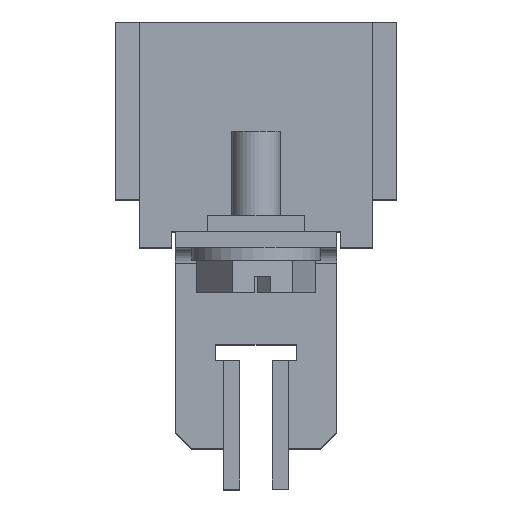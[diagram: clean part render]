
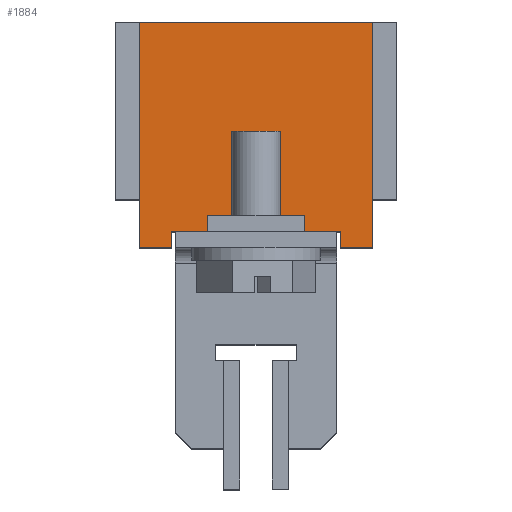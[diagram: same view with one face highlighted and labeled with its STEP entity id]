
A CAD part, top view. The second image highlights one B-rep face of the part: STEP entity #1884.
In plain terms, the highlighted face is planar.
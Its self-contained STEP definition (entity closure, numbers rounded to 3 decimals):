
#948=CARTESIAN_POINT('',(30.,0.,-28.));
#949=VERTEX_POINT('',#948);
#956=CARTESIAN_POINT('',(1.,0.,-28.));
#957=VERTEX_POINT('',#956);
#958=CARTESIAN_POINT('',(1.,0.,-28.));
#959=DIRECTION('',(1.0,0.0,0.0));
#960=VECTOR('',#959,29.);
#961=LINE('',#958,#960);
#962=EDGE_CURVE('',#957,#949,#961,.T.);
#1288=CARTESIAN_POINT('',(1.,0.,0.0));
#1289=VERTEX_POINT('',#1288);
#1290=CARTESIAN_POINT('',(1.,0.,0.0));
#1291=DIRECTION('',(0.0,0.0,-1.0));
#1292=VECTOR('',#1291,28.);
#1293=LINE('',#1290,#1292);
#1294=EDGE_CURVE('',#1289,#957,#1293,.T.);
#1504=CARTESIAN_POINT('',(30.,0.0,0.0));
#1505=VERTEX_POINT('',#1504);
#1512=CARTESIAN_POINT('',(30.,0.,-28.));
#1513=DIRECTION('',(0.0,0.0,1.0));
#1514=VECTOR('',#1513,28.);
#1515=LINE('',#1512,#1514);
#1516=EDGE_CURVE('',#949,#1505,#1515,.T.);
#1531=CARTESIAN_POINT('',(26.0,0.,0.0));
#1532=VERTEX_POINT('',#1531);
#1539=CARTESIAN_POINT('',(26.0,0.,0.0));
#1540=DIRECTION('',(1.0,0.0,0.0));
#1541=VECTOR('',#1540,4.);
#1542=LINE('',#1539,#1541);
#1543=EDGE_CURVE('',#1532,#1505,#1542,.T.);
#1626=CARTESIAN_POINT('',(26.0,0.,-2.0));
#1627=VERTEX_POINT('',#1626);
#1634=CARTESIAN_POINT('',(26.0,0.,0.0));
#1635=DIRECTION('',(0.0,0.0,-1.0));
#1636=VECTOR('',#1635,2.0);
#1637=LINE('',#1634,#1636);
#1638=EDGE_CURVE('',#1532,#1627,#1637,.T.);
#1718=CARTESIAN_POINT('',(5.,0.0,-2.0));
#1719=VERTEX_POINT('',#1718);
#1726=CARTESIAN_POINT('',(26.0,0.0,-2.0));
#1727=DIRECTION('',(-1.0,0.0,0.0));
#1728=VECTOR('',#1727,21.);
#1729=LINE('',#1726,#1728);
#1730=EDGE_CURVE('',#1627,#1719,#1729,.T.);
#1766=CARTESIAN_POINT('',(5.,0.0,0.0));
#1767=VERTEX_POINT('',#1766);
#1774=CARTESIAN_POINT('',(5.,0.0,-2.0));
#1775=DIRECTION('',(0.0,0.0,1.0));
#1776=VECTOR('',#1775,2.0);
#1777=LINE('',#1774,#1776);
#1778=EDGE_CURVE('',#1719,#1767,#1777,.T.);
#1858=CARTESIAN_POINT('',(1.,0.,0.0));
#1859=DIRECTION('',(1.0,0.0,0.0));
#1860=VECTOR('',#1859,4.);
#1861=LINE('',#1858,#1860);
#1862=EDGE_CURVE('',#1289,#1767,#1861,.T.);
#1869=CARTESIAN_POINT('',(-2.,0.,0.0));
#1870=DIRECTION('',(0.0,-1.0,0.0));
#1871=DIRECTION('',(0.0,0.0,-1.0));
#1872=AXIS2_PLACEMENT_3D('',#1869,#1870,#1871);
#1873=PLANE('',#1872);
#1874=ORIENTED_EDGE('',*,*,#1638,.T.);
#1875=ORIENTED_EDGE('',*,*,#1730,.T.);
#1876=ORIENTED_EDGE('',*,*,#1778,.T.);
#1877=ORIENTED_EDGE('',*,*,#1862,.F.);
#1878=ORIENTED_EDGE('',*,*,#1294,.T.);
#1879=ORIENTED_EDGE('',*,*,#962,.T.);
#1880=ORIENTED_EDGE('',*,*,#1516,.T.);
#1881=ORIENTED_EDGE('',*,*,#1543,.F.);
#1882=EDGE_LOOP('',(#1874,#1875,#1876,#1877,#1878,#1879,#1880,#1881));
#1883=FACE_OUTER_BOUND('',#1882,.T.);
#1884=ADVANCED_FACE('',(#1883),#1873,.T.);
